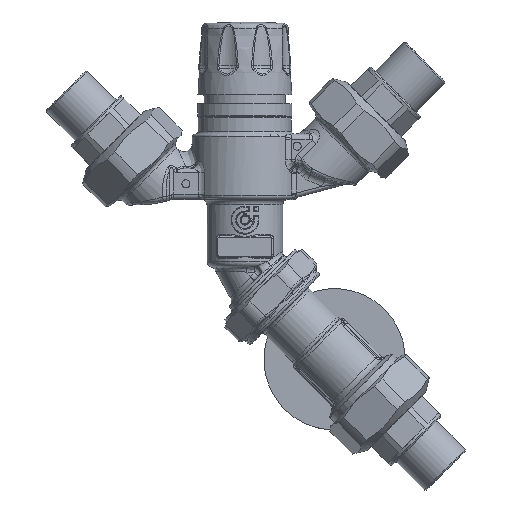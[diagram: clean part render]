
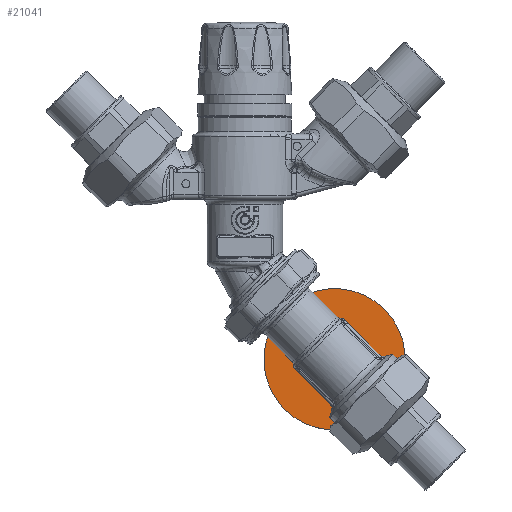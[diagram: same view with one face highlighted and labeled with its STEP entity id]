
A CAD part, top view. The second image highlights one B-rep face of the part: STEP entity #21041.
In plain terms, the highlighted face is planar.
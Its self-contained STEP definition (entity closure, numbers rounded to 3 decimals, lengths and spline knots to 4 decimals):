
#2379=FACE_BOUND('',#5517,.T.);
#4079=FACE_OUTER_BOUND('',#5516,.T.);
#5516=EDGE_LOOP('',(#18929));
#5517=EDGE_LOOP('',(#18930));
#8468=CIRCLE('',#23456,1.03);
#8472=CIRCLE('',#23464,0.3);
#10138=VERTEX_POINT('',#73566);
#10142=VERTEX_POINT('',#73580);
#13085=EDGE_CURVE('',#10138,#10138,#8468,.T.);
#13091=EDGE_CURVE('',#10142,#10142,#8472,.T.);
#18929=ORIENTED_EDGE('',*,*,#13085,.T.);
#18930=ORIENTED_EDGE('',*,*,#13091,.T.);
#19754=PLANE('',#23466);
#21041=ADVANCED_FACE('',(#4079,#2379),#19754,.F.);
#23456=AXIS2_PLACEMENT_3D('',#73568,#28778,#28779);
#23464=AXIS2_PLACEMENT_3D('',#73582,#28796,#28797);
#23466=AXIS2_PLACEMENT_3D('',#73584,#28800,#28801);
#28778=DIRECTION('center_axis',(-1.,0.,0.));
#28779=DIRECTION('ref_axis',(0.,1.,0.));
#28796=DIRECTION('center_axis',(1.,0.,0.));
#28797=DIRECTION('ref_axis',(0.,-1.,0.));
#28800=DIRECTION('center_axis',(1.,0.,0.));
#28801=DIRECTION('ref_axis',(0.,-1.,0.));
#73566=CARTESIAN_POINT('',(1.0824,-1.03,0.));
#73568=CARTESIAN_POINT('Origin',(1.0824,0.,
0.));
#73580=CARTESIAN_POINT('',(1.0824,0.3,0.));
#73582=CARTESIAN_POINT('Origin',(1.0824,0.,
0.));
#73584=CARTESIAN_POINT('Origin',(1.0824,0.,
0.));
